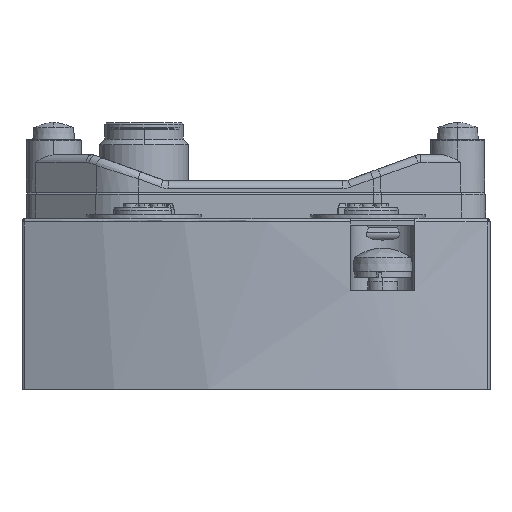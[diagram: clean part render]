
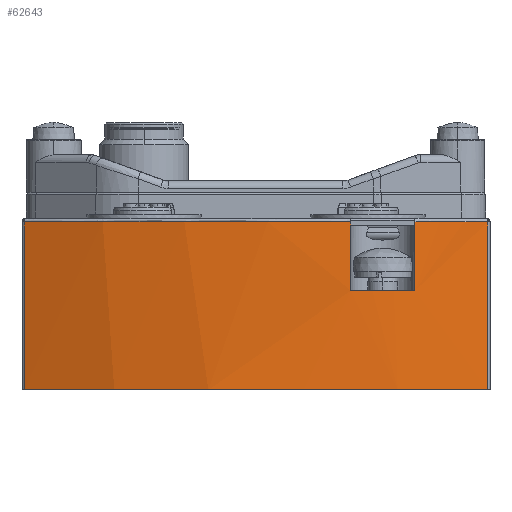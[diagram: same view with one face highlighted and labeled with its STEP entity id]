
A CAD part, front view. The second image highlights one B-rep face of the part: STEP entity #62643.
In plain terms, the highlighted cylindrical face has radius 76 mm (diameter 152 mm), a partial arc.
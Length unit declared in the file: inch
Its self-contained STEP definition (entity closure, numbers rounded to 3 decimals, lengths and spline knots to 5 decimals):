
#541 = FACE_OUTER_BOUND ( 'NONE', #61025, .T. ) ;
#1685 = DIRECTION ( 'NONE',  ( 0., 0., 1. ) ) ;
#2583 = DIRECTION ( 'NONE',  ( 0., 0., -1. ) ) ;
#2658 = DIRECTION ( 'NONE',  ( 0., 0., 1. ) ) ;
#3203 = AXIS2_PLACEMENT_3D ( 'NONE', #25241, #58955, #53538 ) ;
#4385 = LINE ( 'NONE', #43991, #39178 ) ;
#5646 = CARTESIAN_POINT ( 'NONE',  ( -1.22261, -2.7022, 0.88583 ) ) ;
#5872 = LINE ( 'NONE', #72063, #30226 ) ;
#6579 = DIRECTION ( 'NONE',  ( 0., 0., -1. ) ) ;
#7960 = CARTESIAN_POINT ( 'NONE',  ( 0.83858, -2.84347, 0.88583 ) ) ;
#8932 = DIRECTION ( 'NONE',  ( 0., 0., -1. ) ) ;
#9859 = VECTOR ( 'NONE', #2658, 39.37008 ) ;
#11961 = CARTESIAN_POINT ( 'NONE',  ( 0., 0.02874, 0.52362 ) ) ;
#12530 = ORIENTED_EDGE ( 'NONE', *, *, #25875, .T. ) ;
#13777 = DIRECTION ( 'NONE',  ( 1., 0., 0. ) ) ;
#18690 = DIRECTION ( 'NONE',  ( 1., 0., 0. ) ) ;
#19647 = CIRCLE ( 'NONE', #29350, 2.99213 ) ;
#20751 = CARTESIAN_POINT ( 'NONE',  ( -1.22261, -2.7022, 0. ) ) ;
#20826 = CARTESIAN_POINT ( 'NONE',  ( 0.5, -2.92131, 0. ) ) ;
#21267 = CARTESIAN_POINT ( 'NONE',  ( 0.5, -2.92131, 0.52362 ) ) ;
#21823 = VERTEX_POINT ( 'NONE', #57781 ) ;
#22016 = ORIENTED_EDGE ( 'NONE', *, *, #37101, .T. ) ;
#24125 = CYLINDRICAL_SURFACE ( 'NONE', #46853, 2.99213 ) ;
#25241 = CARTESIAN_POINT ( 'NONE',  ( 0., 0.02874, 0.88583 ) ) ;
#25269 = DIRECTION ( 'NONE',  ( 1., 0., 0. ) ) ;
#25875 = EDGE_CURVE ( 'NONE', #67249, #21823, #19647, .T. ) ;
#26337 = LINE ( 'NONE', #61984, #31505 ) ;
#27006 = LINE ( 'NONE', #20826, #9859 ) ;
#27749 = CARTESIAN_POINT ( 'NONE',  ( 0., 0.02874, 0. ) ) ;
#28015 = ORIENTED_EDGE ( 'NONE', *, *, #63416, .T. ) ;
#29350 = AXIS2_PLACEMENT_3D ( 'NONE', #54728, #1685, #25269 ) ;
#29474 = DIRECTION ( 'NONE',  ( 0., 0., 1. ) ) ;
#30226 = VECTOR ( 'NONE', #29474, 39.37008 ) ;
#30367 = CIRCLE ( 'NONE', #3203, 2.99213 ) ;
#30824 = AXIS2_PLACEMENT_3D ( 'NONE', #68370, #2583, #13777 ) ;
#31454 = ORIENTED_EDGE ( 'NONE', *, *, #74046, .T. ) ;
#31505 = VECTOR ( 'NONE', #8932, 39.37008 ) ;
#36901 = EDGE_CURVE ( 'NONE', #67249, #40146, #5872, .T. ) ;
#37101 = EDGE_CURVE ( 'NONE', #60901, #48362, #26337, .T. ) ;
#39178 = VECTOR ( 'NONE', #67600, 39.37008 ) ;
#40146 = VERTEX_POINT ( 'NONE', #5646 ) ;
#42207 = AXIS2_PLACEMENT_3D ( 'NONE', #11961, #6579, #58852 ) ;
#42317 = EDGE_CURVE ( 'NONE', #44895, #60901, #59287, .T. ) ;
#43765 = CARTESIAN_POINT ( 'NONE',  ( 0.5, -2.92131, 0.88583 ) ) ;
#43991 = CARTESIAN_POINT ( 'NONE',  ( 1.22261, -2.7022, 0. ) ) ;
#44895 = VERTEX_POINT ( 'NONE', #58394 ) ;
#46066 = VERTEX_POINT ( 'NONE', #21267 ) ;
#46853 = AXIS2_PLACEMENT_3D ( 'NONE', #27749, #71374, #18690 ) ;
#47866 = ORIENTED_EDGE ( 'NONE', *, *, #42317, .T. ) ;
#48362 = VERTEX_POINT ( 'NONE', #64398 ) ;
#50166 = VERTEX_POINT ( 'NONE', #43765 ) ;
#53538 = DIRECTION ( 'NONE',  ( 1., 0., 0. ) ) ;
#54728 = CARTESIAN_POINT ( 'NONE',  ( 0., 0.02874, 0. ) ) ;
#55837 = CIRCLE ( 'NONE', #42207, 2.99213 ) ;
#56452 = ORIENTED_EDGE ( 'NONE', *, *, #36901, .F. ) ;
#57781 = CARTESIAN_POINT ( 'NONE',  ( 1.22261, -2.7022, 0. ) ) ;
#58394 = CARTESIAN_POINT ( 'NONE',  ( 1.22261, -2.7022, 0.88583 ) ) ;
#58734 = EDGE_CURVE ( 'NONE', #50166, #40146, #30367, .T. ) ;
#58813 = ORIENTED_EDGE ( 'NONE', *, *, #58734, .T. ) ;
#58852 = DIRECTION ( 'NONE',  ( 1., 0., 0. ) ) ;
#58955 = DIRECTION ( 'NONE',  ( 0., 0., -1. ) ) ;
#59287 = CIRCLE ( 'NONE', #30824, 2.99213 ) ;
#60901 = VERTEX_POINT ( 'NONE', #7960 ) ;
#61025 = EDGE_LOOP ( 'NONE', ( #31454, #28015, #58813, #56452, #12530, #72654, #47866, #22016 ) ) ;
#61984 = CARTESIAN_POINT ( 'NONE',  ( 0.83858, -2.84347, 0. ) ) ;
#62643 = ADVANCED_FACE ( 'NONE', ( #541 ), #24125, .T. ) ;
#63416 = EDGE_CURVE ( 'NONE', #46066, #50166, #27006, .T. ) ;
#64398 = CARTESIAN_POINT ( 'NONE',  ( 0.83858, -2.84347, 0.52362 ) ) ;
#67249 = VERTEX_POINT ( 'NONE', #20751 ) ;
#67321 = EDGE_CURVE ( 'NONE', #44895, #21823, #4385, .T. ) ;
#67600 = DIRECTION ( 'NONE',  ( 0., 0., -1. ) ) ;
#68370 = CARTESIAN_POINT ( 'NONE',  ( 0., 0.02874, 0.88583 ) ) ;
#71374 = DIRECTION ( 'NONE',  ( 0., 0., 1. ) ) ;
#72063 = CARTESIAN_POINT ( 'NONE',  ( -1.22261, -2.7022, 0. ) ) ;
#72654 = ORIENTED_EDGE ( 'NONE', *, *, #67321, .F. ) ;
#74046 = EDGE_CURVE ( 'NONE', #48362, #46066, #55837, .T. ) ;
